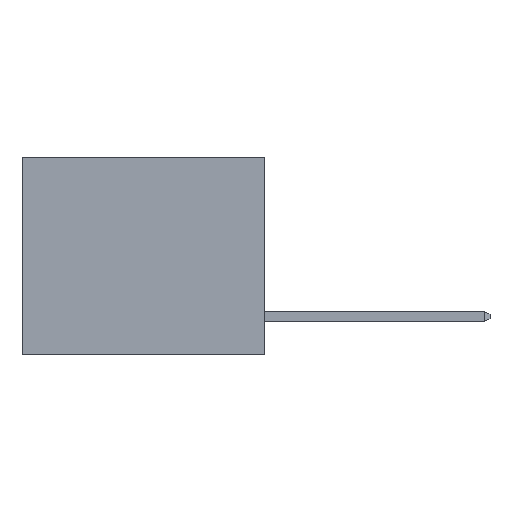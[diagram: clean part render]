
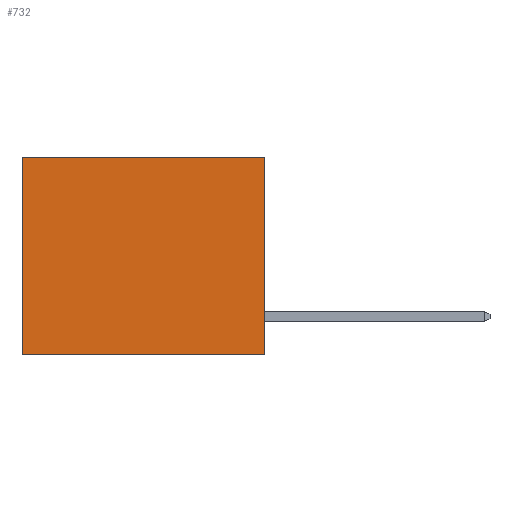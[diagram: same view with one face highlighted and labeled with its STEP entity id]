
A CAD part, left-side view. The second image highlights one B-rep face of the part: STEP entity #732.
In plain terms, the highlighted planar face has unit normal (-1, 0, 0).
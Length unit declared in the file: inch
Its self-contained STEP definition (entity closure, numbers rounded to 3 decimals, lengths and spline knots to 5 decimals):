
#285 = LINE ( 'NONE', #6936, #10345 ) ;
#377 = ORIENTED_EDGE ( 'NONE', *, *, #6801, .F. ) ;
#525 = CARTESIAN_POINT ( 'NONE',  ( 0.3165, 0.6, 0. ) ) ;
#732 = ADVANCED_FACE ( 'NONE', ( #10233 ), #5492, .F. ) ;
#825 = VECTOR ( 'NONE', #2144, 39.37008 ) ;
#1211 = LINE ( 'NONE', #3573, #5339 ) ;
#1558 = EDGE_LOOP ( 'NONE', ( #3510, #10955, #377, #6309 ) ) ;
#1851 = CARTESIAN_POINT ( 'NONE',  ( 0.3165, 0., -0.49 ) ) ;
#2144 = DIRECTION ( 'NONE',  ( 0., 1., 0. ) ) ;
#2343 = EDGE_CURVE ( 'NONE', #5421, #5116, #8275, .T. ) ;
#2707 = DIRECTION ( 'NONE',  ( 0., 0., -1. ) ) ;
#3140 = VERTEX_POINT ( 'NONE', #6987 ) ;
#3510 = ORIENTED_EDGE ( 'NONE', *, *, #8271, .T. ) ;
#3573 = CARTESIAN_POINT ( 'NONE',  ( 0.3165, 0.6, -0.49 ) ) ;
#3749 = CARTESIAN_POINT ( 'NONE',  ( 0.3165, 0., 0. ) ) ;
#4477 = DIRECTION ( 'NONE',  ( 0., 0., -1. ) ) ;
#4650 = DIRECTION ( 'NONE',  ( 1., 0., 0. ) ) ;
#5116 = VERTEX_POINT ( 'NONE', #7593 ) ;
#5339 = VECTOR ( 'NONE', #4477, 39.37008 ) ;
#5421 = VERTEX_POINT ( 'NONE', #7488 ) ;
#5492 = PLANE ( 'NONE',  #8045 ) ;
#6121 = VERTEX_POINT ( 'NONE', #525 ) ;
#6309 = ORIENTED_EDGE ( 'NONE', *, *, #8334, .T. ) ;
#6801 = EDGE_CURVE ( 'NONE', #3140, #5421, #285, .T. ) ;
#6892 = DIRECTION ( 'NONE',  ( 0., 1., 0. ) ) ;
#6936 = CARTESIAN_POINT ( 'NONE',  ( 0.3165, 0., -0.49 ) ) ;
#6987 = CARTESIAN_POINT ( 'NONE',  ( 0.3165, 0., 0. ) ) ;
#7109 = VECTOR ( 'NONE', #6892, 39.37008 ) ;
#7488 = CARTESIAN_POINT ( 'NONE',  ( 0.3165, 0., -0.49 ) ) ;
#7593 = CARTESIAN_POINT ( 'NONE',  ( 0.3165, 0.6, -0.49 ) ) ;
#7867 = LINE ( 'NONE', #3749, #825 ) ;
#8045 = AXIS2_PLACEMENT_3D ( 'NONE', #9717, #4650, #10573 ) ;
#8271 = EDGE_CURVE ( 'NONE', #6121, #5116, #1211, .T. ) ;
#8275 = LINE ( 'NONE', #1851, #7109 ) ;
#8334 = EDGE_CURVE ( 'NONE', #3140, #6121, #7867, .T. ) ;
#9717 = CARTESIAN_POINT ( 'NONE',  ( 0.3165, 0., -0.49 ) ) ;
#10233 = FACE_OUTER_BOUND ( 'NONE', #1558, .T. ) ;
#10345 = VECTOR ( 'NONE', #2707, 39.37008 ) ;
#10573 = DIRECTION ( 'NONE',  ( 0., 0., -1. ) ) ;
#10955 = ORIENTED_EDGE ( 'NONE', *, *, #2343, .F. ) ;
